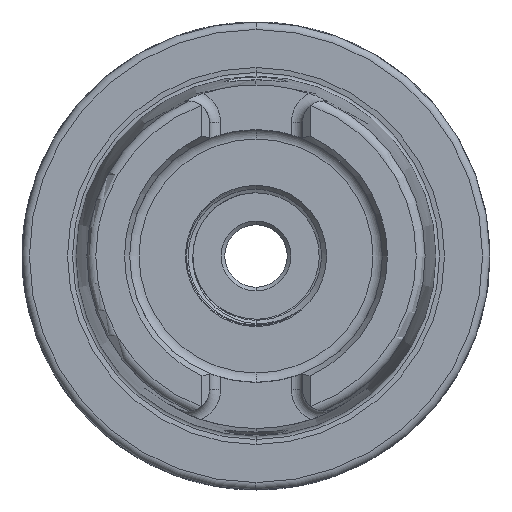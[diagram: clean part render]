
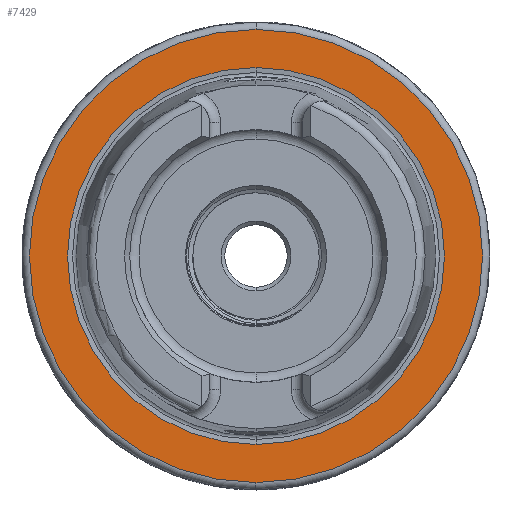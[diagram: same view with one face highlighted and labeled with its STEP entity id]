
A CAD part, left-side view. The second image highlights one B-rep face of the part: STEP entity #7429.
In plain terms, the highlighted planar face has unit normal (-1, 0, 0).
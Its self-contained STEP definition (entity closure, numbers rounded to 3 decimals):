
#1772 = CIRCLE ( 'NONE', #27219, 25.369 ) ;
#2453 = EDGE_CURVE ( 'NONE', #30955, #30855, #1772, .T. ) ;
#7429 = ADVANCED_FACE ( 'NONE', ( #12365, #12373 ), #27606, .T. ) ;
#8083 = CARTESIAN_POINT ( 'NONE',  ( 0., 0., -25.369 ) ) ;
#8095 = CARTESIAN_POINT ( 'NONE',  ( 0., 0., -30.5 ) ) ;
#8151 = CARTESIAN_POINT ( 'NONE',  ( 0., 0., 30.5 ) ) ;
#8213 = CARTESIAN_POINT ( 'NONE',  ( 0., 0., 25.369 ) ) ;
#10164 = DIRECTION ( 'NONE',  ( 0., 0., 1. ) ) ;
#10169 = AXIS2_PLACEMENT_3D ( 'NONE', #10232, #10277, #10164 ) ;
#10232 = CARTESIAN_POINT ( 'NONE',  ( 0., 0., 0. ) ) ;
#10277 = DIRECTION ( 'NONE',  ( -1., 0., 0. ) ) ;
#12365 = FACE_OUTER_BOUND ( 'NONE', #30234, .T. ) ;
#12373 = FACE_BOUND ( 'NONE', #30284, .T. ) ;
#12631 = CIRCLE ( 'NONE', #23696, 30.5 ) ;
#12638 = CIRCLE ( 'NONE', #23370, 25.369 ) ;
#13045 = EDGE_CURVE ( 'NONE', #30853, #30870, #12631, .T. ) ;
#13075 = EDGE_CURVE ( 'NONE', #30855, #30955, #12638, .T. ) ;
#17214 = ORIENTED_EDGE ( 'NONE', *, *, #31387, .T. ) ;
#19027 = CARTESIAN_POINT ( 'NONE',  ( 0., 0., 0. ) ) ;
#19040 = DIRECTION ( 'NONE',  ( 1., 0., 0. ) ) ;
#19043 = DIRECTION ( 'NONE',  ( 0., 0., -1. ) ) ;
#21466 = ORIENTED_EDGE ( 'NONE', *, *, #13075, .T. ) ;
#22884 = CARTESIAN_POINT ( 'NONE',  ( 0., 0., 0. ) ) ;
#22886 = DIRECTION ( 'NONE',  ( 1., 0., 0. ) ) ;
#22901 = DIRECTION ( 'NONE',  ( 0., 0., -1. ) ) ;
#23370 = AXIS2_PLACEMENT_3D ( 'NONE', #19027, #19040, #19043 ) ;
#23618 = AXIS2_PLACEMENT_3D ( 'NONE', #27610, #27616, #27595 ) ;
#23696 = AXIS2_PLACEMENT_3D ( 'NONE', #29056, #29059, #29075 ) ;
#27219 = AXIS2_PLACEMENT_3D ( 'NONE', #22884, #22886, #22901 ) ;
#27595 = DIRECTION ( 'NONE',  ( 0., 0., 1. ) ) ;
#27606 = PLANE ( 'NONE',  #23618 ) ;
#27610 = CARTESIAN_POINT ( 'NONE',  ( 0., 25.369, 0. ) ) ;
#27616 = DIRECTION ( 'NONE',  ( -1., 0., 0. ) ) ;
#29056 = CARTESIAN_POINT ( 'NONE',  ( 0., 0., 0. ) ) ;
#29059 = DIRECTION ( 'NONE',  ( -1., 0., 0. ) ) ;
#29075 = DIRECTION ( 'NONE',  ( 0., 0., 1. ) ) ;
#29728 = CIRCLE ( 'NONE', #10169, 30.5 ) ;
#30135 = ORIENTED_EDGE ( 'NONE', *, *, #13045, .T. ) ;
#30164 = ORIENTED_EDGE ( 'NONE', *, *, #2453, .T. ) ;
#30234 = EDGE_LOOP ( 'NONE', ( #17214, #30135 ) ) ;
#30284 = EDGE_LOOP ( 'NONE', ( #30164, #21466 ) ) ;
#30853 = VERTEX_POINT ( 'NONE', #8095 ) ;
#30855 = VERTEX_POINT ( 'NONE', #8083 ) ;
#30870 = VERTEX_POINT ( 'NONE', #8151 ) ;
#30955 = VERTEX_POINT ( 'NONE', #8213 ) ;
#31387 = EDGE_CURVE ( 'NONE', #30870, #30853, #29728, .T. ) ;
